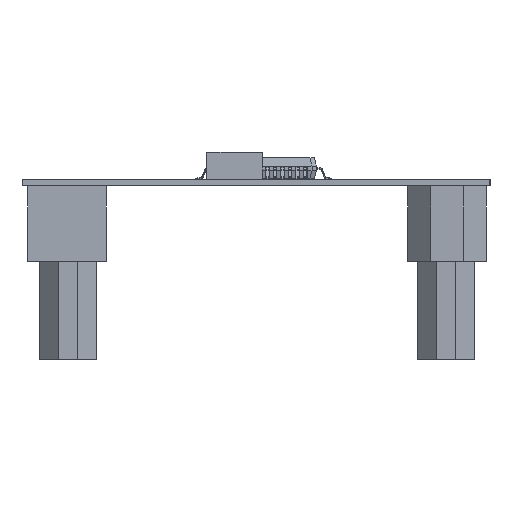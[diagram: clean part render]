
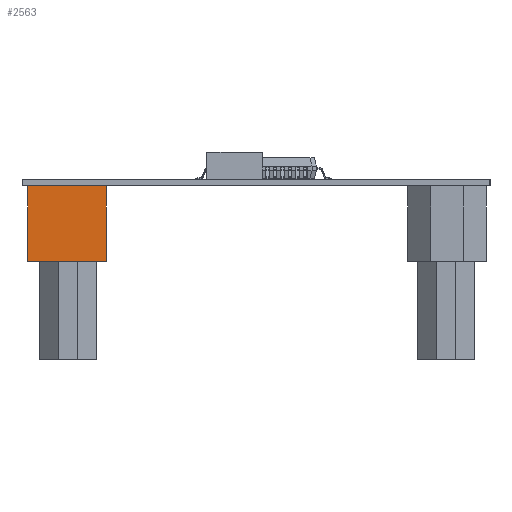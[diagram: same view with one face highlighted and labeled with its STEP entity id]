
A CAD part, left-side view. The second image highlights one B-rep face of the part: STEP entity #2563.
In plain terms, the highlighted planar face has unit normal (-1, 0, 0).
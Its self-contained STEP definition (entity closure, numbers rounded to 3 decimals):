
#2403 = EDGE_CURVE('',#2404,#2406,#2408,.T.);
#2404 = VERTEX_POINT('',#2405);
#2405 = CARTESIAN_POINT('',(-5.08,-2.604,0.));
#2406 = VERTEX_POINT('',#2407);
#2407 = CARTESIAN_POINT('',(-5.08,-2.604,5.));
#2408 = LINE('',#2409,#2410);
#2409 = CARTESIAN_POINT('',(-5.08,-2.604,0.));
#2410 = VECTOR('',#2411,1.);
#2411 = DIRECTION('',(0.,0.,1.));
#2538 = VERTEX_POINT('',#2539);
#2539 = CARTESIAN_POINT('',(-5.08,2.604,5.));
#2545 = EDGE_CURVE('',#2546,#2538,#2548,.T.);
#2546 = VERTEX_POINT('',#2547);
#2547 = CARTESIAN_POINT('',(-5.08,2.604,0.));
#2548 = LINE('',#2549,#2550);
#2549 = CARTESIAN_POINT('',(-5.08,2.604,0.));
#2550 = VECTOR('',#2551,1.);
#2551 = DIRECTION('',(0.,0.,1.));
#2563 = ADVANCED_FACE('',(#2564),#2580,.F.);
#2564 = FACE_BOUND('',#2565,.F.);
#2565 = EDGE_LOOP('',(#2566,#2567,#2573,#2574));
#2566 = ORIENTED_EDGE('',*,*,#2545,.T.);
#2567 = ORIENTED_EDGE('',*,*,#2568,.T.);
#2568 = EDGE_CURVE('',#2538,#2406,#2569,.T.);
#2569 = LINE('',#2570,#2571);
#2570 = CARTESIAN_POINT('',(-5.08,2.604,5.));
#2571 = VECTOR('',#2572,1.);
#2572 = DIRECTION('',(0.,-1.,0.));
#2573 = ORIENTED_EDGE('',*,*,#2403,.F.);
#2574 = ORIENTED_EDGE('',*,*,#2575,.F.);
#2575 = EDGE_CURVE('',#2546,#2404,#2576,.T.);
#2576 = LINE('',#2577,#2578);
#2577 = CARTESIAN_POINT('',(-5.08,2.604,0.));
#2578 = VECTOR('',#2579,1.);
#2579 = DIRECTION('',(0.,-1.,0.));
#2580 = PLANE('',#2581);
#2581 = AXIS2_PLACEMENT_3D('',#2582,#2583,#2584);
#2582 = CARTESIAN_POINT('',(-5.08,2.604,0.));
#2583 = DIRECTION('',(1.,0.,0.));
#2584 = DIRECTION('',(0.,-1.,0.));
